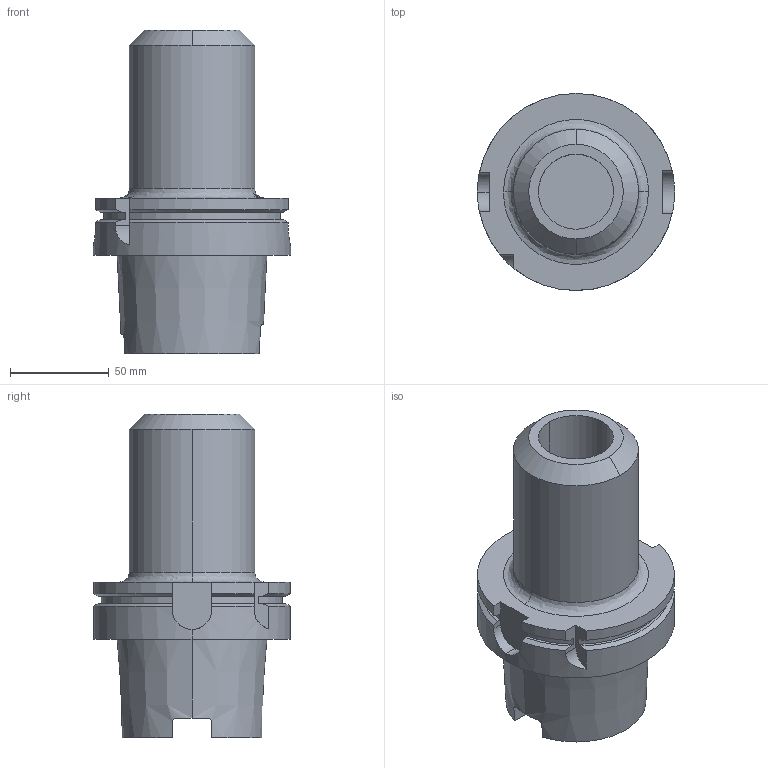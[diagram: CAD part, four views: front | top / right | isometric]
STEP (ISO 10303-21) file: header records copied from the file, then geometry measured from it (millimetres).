
FILE_DESCRIPTION (( 'STEP AP203' ), '1' );
FILE_NAME ('STP-32996.STEP', '2018-09-25T02:29:41', ( '' ), ( '' ), 'SwSTEP 2.0', 'SolidWorks 2015', '' );
FILE_SCHEMA (( 'CONFIG_CONTROL_DESIGN' ));
Length unit declared in the file: millimetre
Products named in the file (1): STP-32996
Bounding box: 100 x 100 x 164.3 mm (x, y, z)
Volume: 442340.7 mm3; surface area: 74231 mm2
Topology: 1 solids, 1 shells, 76 faces, 199 edges, 129 vertices
Faces by surface type: cylinder 29, plane 28, cone 13, torus 4, bspline 2
Entity records: 3102 total; most frequent: CARTESIAN_POINT 1152, ORIENTED_EDGE 398, DIRECTION 395, EDGE_CURVE 199, AXIS2_PLACEMENT_3D 154, VERTEX_POINT 129, LINE 87, VECTOR 87
